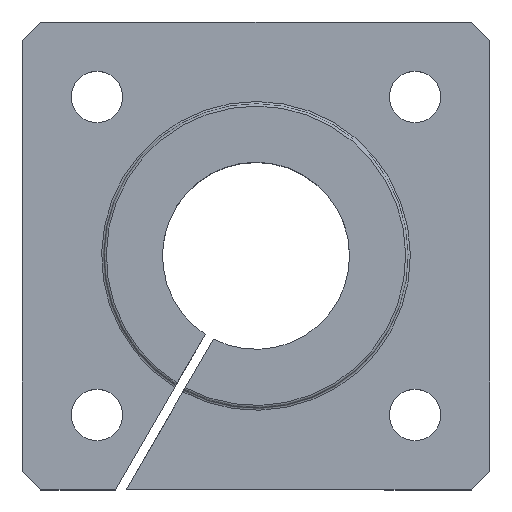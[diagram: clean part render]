
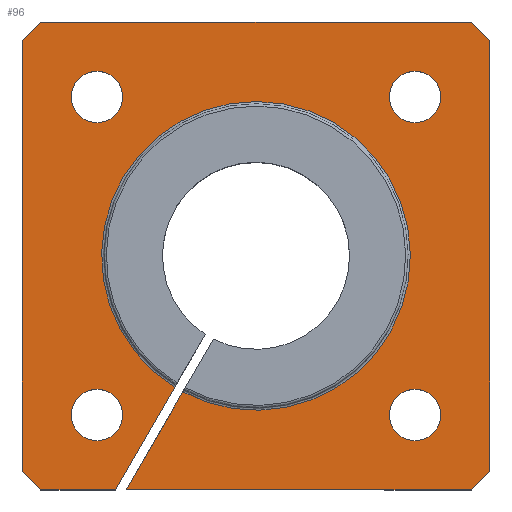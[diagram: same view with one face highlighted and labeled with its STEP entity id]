
A CAD part, top view. The second image highlights one B-rep face of the part: STEP entity #96.
In plain terms, the highlighted planar face has unit normal (0, 0, 1).
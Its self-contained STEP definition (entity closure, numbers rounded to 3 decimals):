
#96 = ADVANCED_FACE( '', ( #207, #208, #209, #210, #211 ), #212, .T. );
#207 = FACE_BOUND( '', #319, .T. );
#208 = FACE_BOUND( '', #320, .T. );
#209 = FACE_BOUND( '', #321, .T. );
#210 = FACE_BOUND( '', #322, .T. );
#211 = FACE_OUTER_BOUND( '', #323, .T. );
#212 = PLANE( '', #324 );
#319 = EDGE_LOOP( '', ( #524 ) );
#320 = EDGE_LOOP( '', ( #525 ) );
#321 = EDGE_LOOP( '', ( #526 ) );
#322 = EDGE_LOOP( '', ( #527 ) );
#323 = EDGE_LOOP( '', ( #528, #529, #530, #531, #532, #533, #534, #535, #536, #537, #538, #539 ) );
#324 = AXIS2_PLACEMENT_3D( '', #540, #541, #542 );
#524 = ORIENTED_EDGE( '', *, *, #656, .F. );
#525 = ORIENTED_EDGE( '', *, *, #664, .F. );
#526 = ORIENTED_EDGE( '', *, *, #629, .F. );
#527 = ORIENTED_EDGE( '', *, *, #592, .F. );
#528 = ORIENTED_EDGE( '', *, *, #640, .T. );
#529 = ORIENTED_EDGE( '', *, *, #654, .T. );
#530 = ORIENTED_EDGE( '', *, *, #665, .T. );
#531 = ORIENTED_EDGE( '', *, *, #603, .T. );
#532 = ORIENTED_EDGE( '', *, *, #637, .T. );
#533 = ORIENTED_EDGE( '', *, *, #633, .T. );
#534 = ORIENTED_EDGE( '', *, *, #619, .T. );
#535 = ORIENTED_EDGE( '', *, *, #666, .T. );
#536 = ORIENTED_EDGE( '', *, *, #626, .T. );
#537 = ORIENTED_EDGE( '', *, *, #667, .T. );
#538 = ORIENTED_EDGE( '', *, *, #658, .T. );
#539 = ORIENTED_EDGE( '', *, *, #584, .T. );
#540 = CARTESIAN_POINT( '', ( 0., 0., 26. ) );
#541 = DIRECTION( '', ( 0., 0., 1. ) );
#542 = DIRECTION( '', ( 1., 0., 0. ) );
#584 = EDGE_CURVE( '', #679, #677, #680, .T. );
#592 = EDGE_CURVE( '', #692, #692, #693, .T. );
#603 = EDGE_CURVE( '', #711, #709, #712, .T. );
#619 = EDGE_CURVE( '', #736, #734, #737, .T. );
#626 = EDGE_CURVE( '', #748, #746, #749, .T. );
#629 = EDGE_CURVE( '', #752, #752, #753, .T. );
#633 = EDGE_CURVE( '', #759, #736, #760, .T. );
#637 = EDGE_CURVE( '', #709, #759, #764, .T. );
#640 = EDGE_CURVE( '', #677, #766, #769, .T. );
#654 = EDGE_CURVE( '', #766, #787, #789, .T. );
#656 = EDGE_CURVE( '', #791, #791, #792, .T. );
#658 = EDGE_CURVE( '', #794, #679, #795, .T. );
#664 = EDGE_CURVE( '', #801, #801, #802, .T. );
#665 = EDGE_CURVE( '', #787, #711, #803, .T. );
#666 = EDGE_CURVE( '', #734, #748, #804, .T. );
#667 = EDGE_CURVE( '', #746, #794, #805, .T. );
#677 = VERTEX_POINT( '', #816 );
#679 = VERTEX_POINT( '', #819 );
#680 = LINE( '', #820, #821 );
#692 = VERTEX_POINT( '', #844 );
#693 = CIRCLE( '', #845, 5.5 );
#709 = VERTEX_POINT( '', #863 );
#711 = VERTEX_POINT( '', #866 );
#712 = LINE( '', #867, #868 );
#734 = VERTEX_POINT( '', #899 );
#736 = VERTEX_POINT( '', #902 );
#737 = LINE( '', #903, #904 );
#746 = VERTEX_POINT( '', #915 );
#748 = VERTEX_POINT( '', #918 );
#749 = LINE( '', #919, #920 );
#752 = VERTEX_POINT( '', #924 );
#753 = CIRCLE( '', #925, 5.5 );
#759 = VERTEX_POINT( '', #932 );
#760 = LINE( '', #933, #934 );
#764 = LINE( '', #940, #941 );
#766 = VERTEX_POINT( '', #943 );
#769 = LINE( '', #947, #948 );
#787 = VERTEX_POINT( '', #973 );
#789 = LINE( '', #980, #981 );
#791 = VERTEX_POINT( '', #983 );
#792 = CIRCLE( '', #984, 5.5 );
#794 = VERTEX_POINT( '', #986 );
#795 = LINE( '', #987, #988 );
#801 = VERTEX_POINT( '', #995 );
#802 = CIRCLE( '', #996, 5.5 );
#803 = CIRCLE( '', #997, 33. );
#804 = LINE( '', #998, #999 );
#805 = LINE( '', #1000, #1001 );
#816 = CARTESIAN_POINT( '', ( -46., 0., 26. ) );
#819 = CARTESIAN_POINT( '', ( -50., 4., 26. ) );
#820 = CARTESIAN_POINT( '', ( -50., 4., 26. ) );
#821 = VECTOR( '', #1009, 1000. );
#844 = CARTESIAN_POINT( '', ( 39.5, 84., 26. ) );
#845 = AXIS2_PLACEMENT_3D( '', #1017, #1018, #1019 );
#863 = CARTESIAN_POINT( '', ( -27.713, 0., 26. ) );
#866 = CARTESIAN_POINT( '', ( -15.626, 20.934, 26. ) );
#867 = CARTESIAN_POINT( '', ( -20.785, 12., 26. ) );
#868 = VECTOR( '', #1035, 1000. );
#899 = CARTESIAN_POINT( '', ( 50., 96., 26. ) );
#902 = CARTESIAN_POINT( '', ( 50., 4., 26. ) );
#903 = CARTESIAN_POINT( '', ( 50., 4., 26. ) );
#904 = VECTOR( '', #1053, 1000. );
#915 = CARTESIAN_POINT( '', ( -46., 100., 26. ) );
#918 = CARTESIAN_POINT( '', ( 46., 100., 26. ) );
#919 = CARTESIAN_POINT( '', ( 46., 100., 26. ) );
#920 = VECTOR( '', #1060, 1000. );
#924 = CARTESIAN_POINT( '', ( 39.5, 16., 26. ) );
#925 = AXIS2_PLACEMENT_3D( '', #1062, #1063, #1064 );
#932 = CARTESIAN_POINT( '', ( 46., 0., 26. ) );
#933 = CARTESIAN_POINT( '', ( 46., 0., 26. ) );
#934 = VECTOR( '', #1069, 1000. );
#940 = CARTESIAN_POINT( '', ( -46., 0., 26. ) );
#941 = VECTOR( '', #1072, 1000. );
#943 = CARTESIAN_POINT( '', ( -30.022, 0., 26. ) );
#947 = CARTESIAN_POINT( '', ( -46., 0., 26. ) );
#948 = VECTOR( '', #1074, 1000. );
#973 = CARTESIAN_POINT( '', ( -17.358, 21.934, 26. ) );
#980 = CARTESIAN_POINT( '', ( -22.517, 13., 26. ) );
#981 = VECTOR( '', #1091, 1000. );
#983 = CARTESIAN_POINT( '', ( -28.5, 16., 26. ) );
#984 = AXIS2_PLACEMENT_3D( '', #1092, #1093, #1094 );
#986 = CARTESIAN_POINT( '', ( -50., 96., 26. ) );
#987 = CARTESIAN_POINT( '', ( -50., 96., 26. ) );
#988 = VECTOR( '', #1095, 1000. );
#995 = CARTESIAN_POINT( '', ( -28.5, 84., 26. ) );
#996 = AXIS2_PLACEMENT_3D( '', #1100, #1101, #1102 );
#997 = AXIS2_PLACEMENT_3D( '', #1103, #1104, #1105 );
#998 = CARTESIAN_POINT( '', ( 50., 96., 26. ) );
#999 = VECTOR( '', #1106, 1000. );
#1000 = CARTESIAN_POINT( '', ( -46., 100., 26. ) );
#1001 = VECTOR( '', #1107, 1000. );
#1009 = DIRECTION( '', ( 0.707, -0.707, 0. ) );
#1017 = CARTESIAN_POINT( '', ( 34., 84., 26. ) );
#1018 = DIRECTION( '', ( 0., 0., 1. ) );
#1019 = DIRECTION( '', ( 1., 0., 0. ) );
#1035 = DIRECTION( '', ( -0.5, -0.866, 0. ) );
#1053 = DIRECTION( '', ( 0., 1., 0. ) );
#1060 = DIRECTION( '', ( -1., 0., 0. ) );
#1062 = CARTESIAN_POINT( '', ( 34., 16., 26. ) );
#1063 = DIRECTION( '', ( 0., 0., 1. ) );
#1064 = DIRECTION( '', ( 1., 0., 0. ) );
#1069 = DIRECTION( '', ( 0.707, 0.707, 0. ) );
#1072 = DIRECTION( '', ( 1., 0., 0. ) );
#1074 = DIRECTION( '', ( 1., 0., 0. ) );
#1091 = DIRECTION( '', ( 0.5, 0.866, 0. ) );
#1092 = CARTESIAN_POINT( '', ( -34., 16., 26. ) );
#1093 = DIRECTION( '', ( 0., 0., 1. ) );
#1094 = DIRECTION( '', ( 1., 0., 0. ) );
#1095 = DIRECTION( '', ( 0., -1., 0. ) );
#1100 = CARTESIAN_POINT( '', ( -34., 84., 26. ) );
#1101 = DIRECTION( '', ( 0., 0., 1. ) );
#1102 = DIRECTION( '', ( 1., 0., 0. ) );
#1103 = CARTESIAN_POINT( '', ( 0., 50., 26. ) );
#1104 = DIRECTION( '', ( 0., 0., -1. ) );
#1105 = DIRECTION( '', ( -1., 0., 0. ) );
#1106 = DIRECTION( '', ( -0.707, 0.707, 0. ) );
#1107 = DIRECTION( '', ( -0.707, -0.707, 0. ) );
